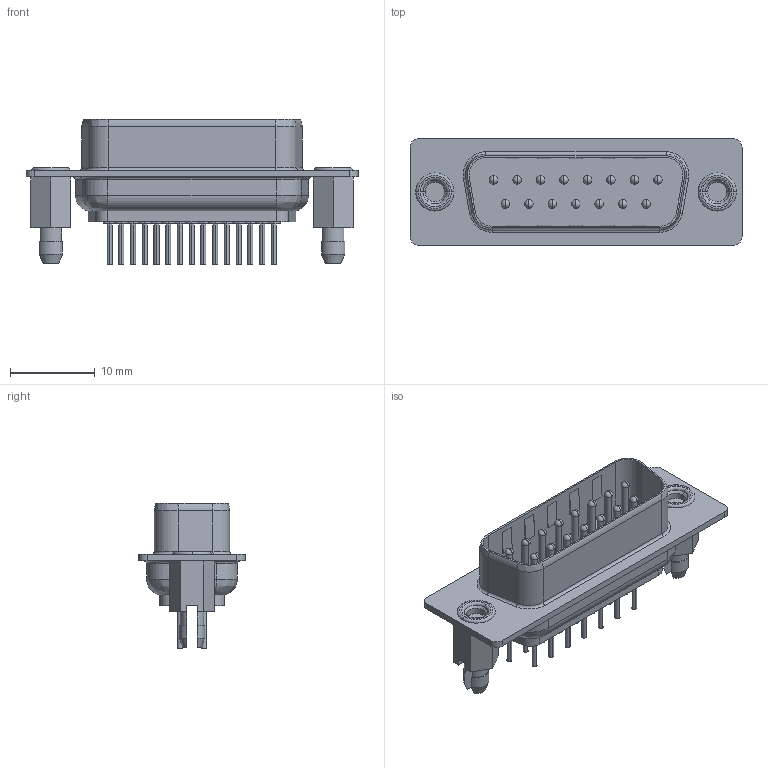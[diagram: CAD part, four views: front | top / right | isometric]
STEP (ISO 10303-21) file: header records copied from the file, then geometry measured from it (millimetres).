
FILE_DESCRIPTION((''),'2;1');
FILE_NAME('C-2301828-1','2018-06-14T',('workeradm'),('TE Connectivity Ltd.'),'CREO PARAMETRIC BY PTC INC, 2016050','CREO PARAMETRIC BY PTC INC, 2016050','');
FILE_SCHEMA(('AUTOMOTIVE_DESIGN { 1 0 10303 214 1 1 1 1 }'));
Length unit declared in the file: millimetre
Products named in the file (1): C-2301828-1
Bounding box: 39.18 x 12.55 x 17.15 mm (x, y, z)
Volume: 2083.2 mm3; surface area: 2853.5 mm2
Topology: 1 solids, 1 shells, 331 faces, 760 edges, 467 vertices
Faces by surface type: cylinder 138, plane 131, sphere 30, torus 16, bspline 8, cone 8
Entity records: 9330 total; most frequent: DIRECTION 1718, CARTESIAN_POINT 1682, ORIENTED_EDGE 1460, EDGE_CURVE 730, AXIS2_PLACEMENT_3D 673, VERTEX_POINT 467, EDGE_LOOP 397, VECTOR 372
